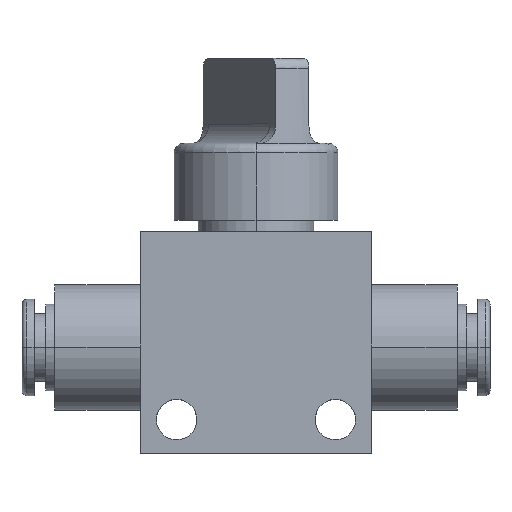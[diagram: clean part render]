
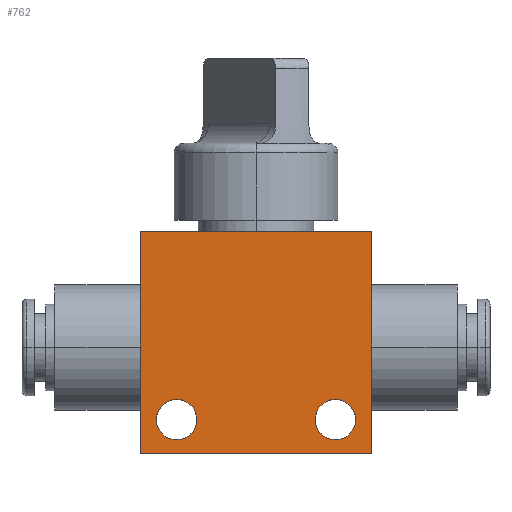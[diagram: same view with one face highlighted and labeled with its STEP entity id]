
A CAD part, top view. The second image highlights one B-rep face of the part: STEP entity #762.
In plain terms, the highlighted planar face has unit normal (0, 0, 1).
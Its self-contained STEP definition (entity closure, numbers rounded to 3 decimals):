
#364 = EDGE_CURVE ( 'NONE', #387, #436, #928, .T. ) ;
#367 = VERTEX_POINT ( 'NONE', #919 ) ;
#368 = VERTEX_POINT ( 'NONE', #926 ) ;
#387 = VERTEX_POINT ( 'NONE', #1134 ) ;
#389 = EDGE_CURVE ( 'NONE', #368, #367, #1060, .T. ) ;
#436 = VERTEX_POINT ( 'NONE', #1273 ) ;
#555 = EDGE_CURVE ( 'NONE', #590, #628, #1498, .T. ) ;
#564 = VERTEX_POINT ( 'NONE', #1550 ) ;
#567 = VERTEX_POINT ( 'NONE', #1549 ) ;
#590 = VERTEX_POINT ( 'NONE', #1567 ) ;
#617 = EDGE_CURVE ( 'NONE', #564, #567, #1811, .T. ) ;
#621 = EDGE_CURVE ( 'NONE', #567, #590, #1798, .T. ) ;
#628 = VERTEX_POINT ( 'NONE', #1813 ) ;
#633 = EDGE_CURVE ( 'NONE', #628, #564, #1714, .T. ) ;
#685 = EDGE_LOOP ( 'NONE', ( #686, #700 ) ) ;
#686 = ORIENTED_EDGE ( 'NONE', *, *, #697, .F. ) ;
#687 = EDGE_LOOP ( 'NONE', ( #760, #755, #689, #688 ) ) ;
#688 = ORIENTED_EDGE ( 'NONE', *, *, #633, .T. ) ;
#689 = ORIENTED_EDGE ( 'NONE', *, *, #555, .T. ) ;
#697 = EDGE_CURVE ( 'NONE', #436, #387, #2100, .T. ) ;
#698 = EDGE_LOOP ( 'NONE', ( #763, #758 ) ) ;
#700 = ORIENTED_EDGE ( 'NONE', *, *, #364, .F. ) ;
#701 = EDGE_CURVE ( 'NONE', #367, #368, #2090, .T. ) ;
#755 = ORIENTED_EDGE ( 'NONE', *, *, #621, .T. ) ;
#758 = ORIENTED_EDGE ( 'NONE', *, *, #389, .F. ) ;
#760 = ORIENTED_EDGE ( 'NONE', *, *, #617, .T. ) ;
#762 = ADVANCED_FACE ( 'NONE', ( #2225, #2214, #2213 ), #2217, .F. ) ;
#763 = ORIENTED_EDGE ( 'NONE', *, *, #701, .F. ) ;
#917 = DIRECTION ( 'NONE',  ( -1., 0., 0. ) ) ;
#918 = DIRECTION ( 'NONE',  ( 0., 0., 1. ) ) ;
#919 = CARTESIAN_POINT ( 'NONE',  ( -6.15, -7.5, 9. ) ) ;
#920 = AXIS2_PLACEMENT_3D ( 'NONE', #925, #918, #917 ) ;
#925 = CARTESIAN_POINT ( 'NONE',  ( 8.25, -7.5, 9. ) ) ;
#926 = CARTESIAN_POINT ( 'NONE',  ( -10.35, -7.5, 9. ) ) ;
#928 = CIRCLE ( 'NONE', #920, 2.1 ) ;
#1060 = CIRCLE ( 'NONE', #1178, 2.1 ) ;
#1134 = CARTESIAN_POINT ( 'NONE',  ( 6.15, -7.5, 9. ) ) ;
#1148 = CARTESIAN_POINT ( 'NONE',  ( -8.25, -7.5, 9. ) ) ;
#1176 = DIRECTION ( 'NONE',  ( 1., 0., 0. ) ) ;
#1177 = DIRECTION ( 'NONE',  ( 0., 0., 1. ) ) ;
#1178 = AXIS2_PLACEMENT_3D ( 'NONE', #1148, #1177, #1176 ) ;
#1273 = CARTESIAN_POINT ( 'NONE',  ( 10.35, -7.5, 9. ) ) ;
#1495 = VECTOR ( 'NONE', #1507, 1000. ) ;
#1498 = LINE ( 'NONE', #1680, #1495 ) ;
#1507 = DIRECTION ( 'NONE',  ( 0., 1., 0. ) ) ;
#1549 = CARTESIAN_POINT ( 'NONE',  ( -12., -11., 9. ) ) ;
#1550 = CARTESIAN_POINT ( 'NONE',  ( -12., 12., 9. ) ) ;
#1567 = CARTESIAN_POINT ( 'NONE',  ( 12., -11., 9. ) ) ;
#1680 = CARTESIAN_POINT ( 'NONE',  ( 12., -11., 9. ) ) ;
#1711 = DIRECTION ( 'NONE',  ( -1., 0., 0. ) ) ;
#1712 = VECTOR ( 'NONE', #1711, 1000. ) ;
#1713 = CARTESIAN_POINT ( 'NONE',  ( -12., 12., 9. ) ) ;
#1714 = LINE ( 'NONE', #1713, #1712 ) ;
#1795 = DIRECTION ( 'NONE',  ( 1., 0., 0. ) ) ;
#1796 = VECTOR ( 'NONE', #1795, 1000. ) ;
#1797 = CARTESIAN_POINT ( 'NONE',  ( -12., -11., 9. ) ) ;
#1798 = LINE ( 'NONE', #1797, #1796 ) ;
#1808 = DIRECTION ( 'NONE',  ( 0., -1., 0. ) ) ;
#1809 = VECTOR ( 'NONE', #1808, 1000. ) ;
#1810 = CARTESIAN_POINT ( 'NONE',  ( -12., -11., 9. ) ) ;
#1811 = LINE ( 'NONE', #1810, #1809 ) ;
#1813 = CARTESIAN_POINT ( 'NONE',  ( 12., 12., 9. ) ) ;
#1935 = DIRECTION ( 'NONE',  ( 1., 0., 0. ) ) ;
#2080 = AXIS2_PLACEMENT_3D ( 'NONE', #2085, #2084, #1935 ) ;
#2084 = DIRECTION ( 'NONE',  ( 0., 0., 1. ) ) ;
#2085 = CARTESIAN_POINT ( 'NONE',  ( -8.25, -7.5, 9. ) ) ;
#2086 = DIRECTION ( 'NONE',  ( -1., 0., 0. ) ) ;
#2087 = DIRECTION ( 'NONE',  ( 0., 0., 1. ) ) ;
#2088 = CARTESIAN_POINT ( 'NONE',  ( 8.25, -7.5, 9. ) ) ;
#2090 = CIRCLE ( 'NONE', #2080, 2.1 ) ;
#2095 = AXIS2_PLACEMENT_3D ( 'NONE', #2088, #2087, #2086 ) ;
#2100 = CIRCLE ( 'NONE', #2095, 2.1 ) ;
#2177 = DIRECTION ( 'NONE',  ( -1., 0., 0. ) ) ;
#2178 = DIRECTION ( 'NONE',  ( 0., 0., -1. ) ) ;
#2179 = CARTESIAN_POINT ( 'NONE',  ( -12., 12., 9. ) ) ;
#2212 = AXIS2_PLACEMENT_3D ( 'NONE', #2179, #2178, #2177 ) ;
#2213 = FACE_OUTER_BOUND ( 'NONE', #687, .T. ) ;
#2214 = FACE_BOUND ( 'NONE', #698, .T. ) ;
#2217 = PLANE ( 'NONE',  #2212 ) ;
#2225 = FACE_BOUND ( 'NONE', #685, .T. ) ;
